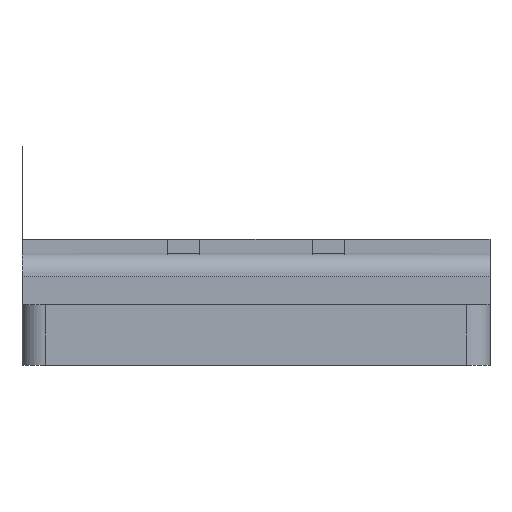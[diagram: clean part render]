
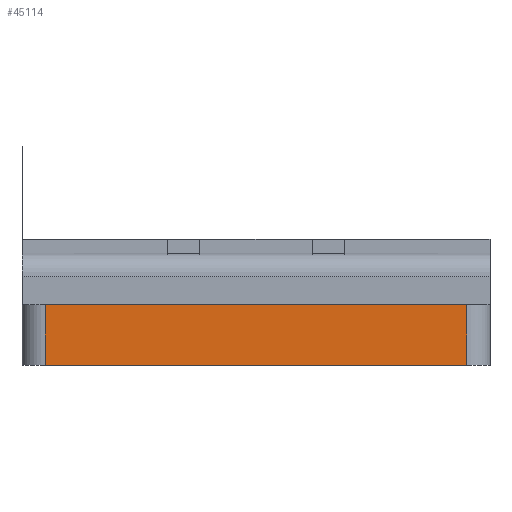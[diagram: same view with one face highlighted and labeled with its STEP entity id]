
A CAD part, front view. The second image highlights one B-rep face of the part: STEP entity #45114.
In plain terms, the highlighted planar face has unit normal (0, -1, 0).
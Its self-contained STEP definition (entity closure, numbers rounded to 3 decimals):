
#44 = PLANE('',#45);
#45 = AXIS2_PLACEMENT_3D('',#46,#47,#48);
#46 = CARTESIAN_POINT('',(-61.,-68.,5.5));
#47 = DIRECTION('',(0.,0.,1.));
#48 = DIRECTION('',(1.,0.,0.));
#1079 = PLANE('',#1080);
#1080 = AXIS2_PLACEMENT_3D('',#1081,#1082,#1083);
#1081 = CARTESIAN_POINT('',(-36.,4.229,-1.));
#1082 = DIRECTION('',(0.,0.,-1.));
#1083 = DIRECTION('',(-1.,0.,0.));
#1105 = CYLINDRICAL_SURFACE('',#1106,2.5);
#1106 = AXIS2_PLACEMENT_3D('',#1107,#1108,#1109);
#1107 = CARTESIAN_POINT('',(-58.5,-40.5,5.5));
#1108 = DIRECTION('',(0.,0.,-1.));
#1109 = DIRECTION('',(-1.,0.,0.));
#1122 = VERTEX_POINT('',#1123);
#1123 = CARTESIAN_POINT('',(-58.5,-43.,5.5));
#1145 = EDGE_CURVE('',#1146,#1122,#1148,.T.);
#1146 = VERTEX_POINT('',#1147);
#1147 = CARTESIAN_POINT('',(-13.5,-43.,5.5));
#1148 = SURFACE_CURVE('',#1149,(#1153,#1159),.PCURVE_S1.);
#1149 = LINE('',#1150,#1151);
#1150 = CARTESIAN_POINT('',(-63.5,-43.,5.5));
#1151 = VECTOR('',#1152,1.);
#1152 = DIRECTION('',(-1.,0.,0.));
#1153 = PCURVE('',#44,#1154);
#1154 = DEFINITIONAL_REPRESENTATION('',(#1155),#1158);
#1155 = B_SPLINE_CURVE_WITH_KNOTS('',1,(#1156,#1157),.UNSPECIFIED.,.F.,
  .F.,(2,2),(-57.5,2.5),.PIECEWISE_BEZIER_KNOTS.);
#1156 = CARTESIAN_POINT('',(55.,25.));
#1157 = CARTESIAN_POINT('',(-5.,25.));
#1158 = ( GEOMETRIC_REPRESENTATION_CONTEXT(2) 
PARAMETRIC_REPRESENTATION_CONTEXT() REPRESENTATION_CONTEXT('2D SPACE',''
  ) );
#1159 = PCURVE('',#1160,#1165);
#1160 = PLANE('',#1161);
#1161 = AXIS2_PLACEMENT_3D('',#1162,#1163,#1164);
#1162 = CARTESIAN_POINT('',(-66.,-43.,-2.));
#1163 = DIRECTION('',(0.,1.,0.));
#1164 = DIRECTION('',(0.,0.,1.));
#1165 = DEFINITIONAL_REPRESENTATION('',(#1166),#1169);
#1166 = B_SPLINE_CURVE_WITH_KNOTS('',1,(#1167,#1168),.UNSPECIFIED.,.F.,
  .F.,(2,2),(-57.5,2.5),.PIECEWISE_BEZIER_KNOTS.);
#1167 = CARTESIAN_POINT('',(7.5,60.));
#1168 = CARTESIAN_POINT('',(7.5,0.));
#1169 = ( GEOMETRIC_REPRESENTATION_CONTEXT(2) 
PARAMETRIC_REPRESENTATION_CONTEXT() REPRESENTATION_CONTEXT('2D SPACE',''
  ) );
#1192 = CYLINDRICAL_SURFACE('',#1193,2.5);
#1193 = AXIS2_PLACEMENT_3D('',#1194,#1195,#1196);
#1194 = CARTESIAN_POINT('',(-13.5,-40.5,-1.));
#1195 = DIRECTION('',(0.,0.,1.));
#1196 = DIRECTION('',(1.,0.,0.));
#1348 = EDGE_CURVE('',#1122,#1349,#1351,.T.);
#1349 = VERTEX_POINT('',#1350);
#1350 = CARTESIAN_POINT('',(-58.5,-43.,-1.));
#1351 = SURFACE_CURVE('',#1352,(#1356,#1363),.PCURVE_S1.);
#1352 = LINE('',#1353,#1354);
#1353 = CARTESIAN_POINT('',(-58.5,-43.,5.5));
#1354 = VECTOR('',#1355,1.);
#1355 = DIRECTION('',(0.,0.,-1.));
#1356 = PCURVE('',#1105,#1357);
#1357 = DEFINITIONAL_REPRESENTATION('',(#1358),#1362);
#1358 = LINE('',#1359,#1360);
#1359 = CARTESIAN_POINT('',(-1.571,0.));
#1360 = VECTOR('',#1361,1.);
#1361 = DIRECTION('',(0.,1.));
#1362 = ( GEOMETRIC_REPRESENTATION_CONTEXT(2) 
PARAMETRIC_REPRESENTATION_CONTEXT() REPRESENTATION_CONTEXT('2D SPACE',''
  ) );
#1363 = PCURVE('',#1160,#1364);
#1364 = DEFINITIONAL_REPRESENTATION('',(#1365),#1369);
#1365 = LINE('',#1366,#1367);
#1366 = CARTESIAN_POINT('',(7.5,7.5));
#1367 = VECTOR('',#1368,1.);
#1368 = DIRECTION('',(-1.,0.));
#1369 = ( GEOMETRIC_REPRESENTATION_CONTEXT(2) 
PARAMETRIC_REPRESENTATION_CONTEXT() REPRESENTATION_CONTEXT('2D SPACE',''
  ) );
#1450 = EDGE_CURVE('',#1349,#1451,#1453,.T.);
#1451 = VERTEX_POINT('',#1452);
#1452 = CARTESIAN_POINT('',(-13.5,-43.,-1.));
#1453 = SURFACE_CURVE('',#1454,(#1458,#1464),.PCURVE_S1.);
#1454 = LINE('',#1455,#1456);
#1455 = CARTESIAN_POINT('',(-51.,-43.,-1.));
#1456 = VECTOR('',#1457,1.);
#1457 = DIRECTION('',(1.,0.,0.));
#1458 = PCURVE('',#1079,#1459);
#1459 = DEFINITIONAL_REPRESENTATION('',(#1460),#1463);
#1460 = B_SPLINE_CURVE_WITH_KNOTS('',1,(#1461,#1462),.UNSPECIFIED.,.F.,
  .F.,(2,2),(-15.,45.),.PIECEWISE_BEZIER_KNOTS.);
#1461 = CARTESIAN_POINT('',(30.,-47.229));
#1462 = CARTESIAN_POINT('',(-30.,-47.229));
#1463 = ( GEOMETRIC_REPRESENTATION_CONTEXT(2) 
PARAMETRIC_REPRESENTATION_CONTEXT() REPRESENTATION_CONTEXT('2D SPACE',''
  ) );
#1464 = PCURVE('',#1160,#1465);
#1465 = DEFINITIONAL_REPRESENTATION('',(#1466),#1469);
#1466 = B_SPLINE_CURVE_WITH_KNOTS('',1,(#1467,#1468),.UNSPECIFIED.,.F.,
  .F.,(2,2),(-15.,45.),.PIECEWISE_BEZIER_KNOTS.);
#1467 = CARTESIAN_POINT('',(1.,0.));
#1468 = CARTESIAN_POINT('',(1.,60.));
#1469 = ( GEOMETRIC_REPRESENTATION_CONTEXT(2) 
PARAMETRIC_REPRESENTATION_CONTEXT() REPRESENTATION_CONTEXT('2D SPACE',''
  ) );
#45114 = ADVANCED_FACE('',(#45115),#1160,.F.);
#45115 = FACE_BOUND('',#45116,.F.);
#45116 = EDGE_LOOP('',(#45117,#45118,#45119,#45120));
#45117 = ORIENTED_EDGE('',*,*,#1450,.F.);
#45118 = ORIENTED_EDGE('',*,*,#1348,.F.);
#45119 = ORIENTED_EDGE('',*,*,#1145,.F.);
#45120 = ORIENTED_EDGE('',*,*,#45121,.F.);
#45121 = EDGE_CURVE('',#1451,#1146,#45122,.T.);
#45122 = SURFACE_CURVE('',#45123,(#45127,#45134),.PCURVE_S1.);
#45123 = LINE('',#45124,#45125);
#45124 = CARTESIAN_POINT('',(-13.5,-43.,-1.));
#45125 = VECTOR('',#45126,1.);
#45126 = DIRECTION('',(0.,0.,1.));
#45127 = PCURVE('',#1160,#45128);
#45128 = DEFINITIONAL_REPRESENTATION('',(#45129),#45133);
#45129 = LINE('',#45130,#45131);
#45130 = CARTESIAN_POINT('',(1.,52.5));
#45131 = VECTOR('',#45132,1.);
#45132 = DIRECTION('',(1.,0.));
#45133 = ( GEOMETRIC_REPRESENTATION_CONTEXT(2) 
PARAMETRIC_REPRESENTATION_CONTEXT() REPRESENTATION_CONTEXT('2D SPACE',''
  ) );
#45134 = PCURVE('',#1192,#45135);
#45135 = DEFINITIONAL_REPRESENTATION('',(#45136),#45140);
#45136 = LINE('',#45137,#45138);
#45137 = CARTESIAN_POINT('',(-1.571,0.));
#45138 = VECTOR('',#45139,1.);
#45139 = DIRECTION('',(0.,1.));
#45140 = ( GEOMETRIC_REPRESENTATION_CONTEXT(2) 
PARAMETRIC_REPRESENTATION_CONTEXT() REPRESENTATION_CONTEXT('2D SPACE',''
  ) );
